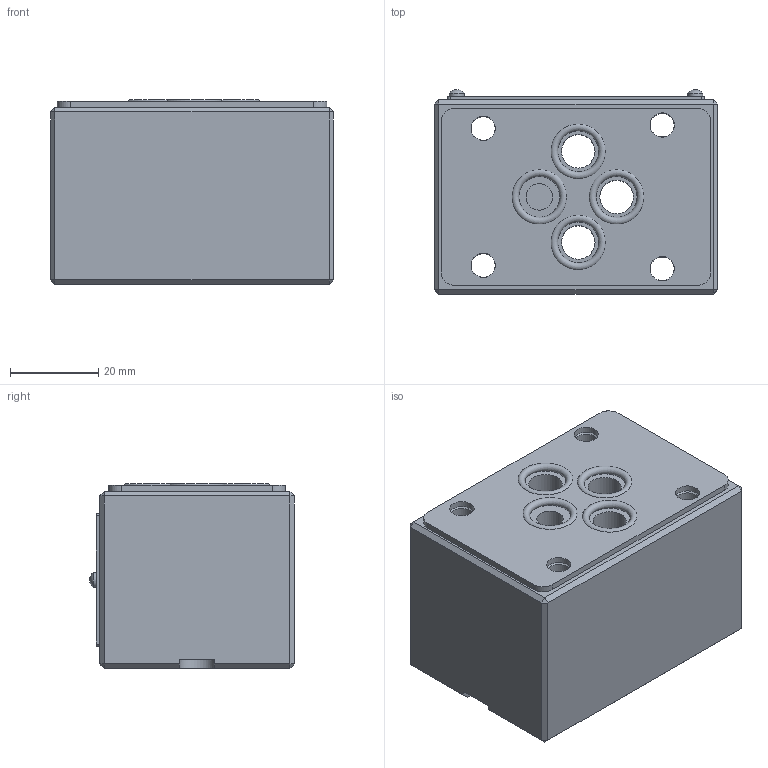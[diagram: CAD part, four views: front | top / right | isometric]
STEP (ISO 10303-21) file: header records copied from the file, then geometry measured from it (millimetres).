
FILE_DESCRIPTION(/* description */ (''),/* implementation_level */ '2;1');
FILE_NAME(/* name */ 'Z1S6A叠加式单向阀.prt.stp',/* time_stamp */ '2022-03-30T19:23:55+08:00',/* author */ (''),/* organization */ (''),/* preprocessor_version */ 'ST-DEVELOPER v16.7',/* originating_system */ 'SIEMENS PLM Software NX 12.0',/* authorisation */ '');
FILE_SCHEMA (('AUTOMOTIVE_DESIGN { 1 0 10303 214 3 1 1 1 }'));
Length unit declared in the file: millimetre
Products named in the file (1): Z1S6A叠加式单向阀
Bounding box: 64 x 46.3 x 41.78 mm (x, y, z)
Volume: 107730.2 mm3; surface area: 29608.6 mm2
Topology: 10 solids, 10 shells, 1068 faces, 3006 edges, 1989 vertices
Faces by surface type: plane 927, extrusion 77, cylinder 43, cone 13, torus 4, sphere 2, bspline 2
Full cylindrical faces by diameter (mm): 1.8 x4, 2 x2, 2.5 x2, 3.4 x2, 5 x1, 5.4 x4, 5.5 x4, 6 x1, 6.4 x1, 7.6 x3, 10 x1, 11 x1, 12.2 x4, 14 x2
Entity records: 41279 total; most frequent: CARTESIAN_POINT 7425, ORIENTED_EDGE 5882, DIRECTION 4937, EDGE_CURVE 2941, VECTOR 2753, LINE 2676, VERTEX_POINT 1981, EDGE_LOOP 1186
